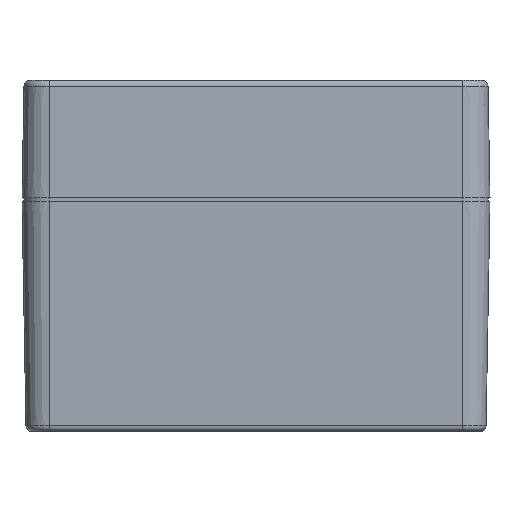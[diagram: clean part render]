
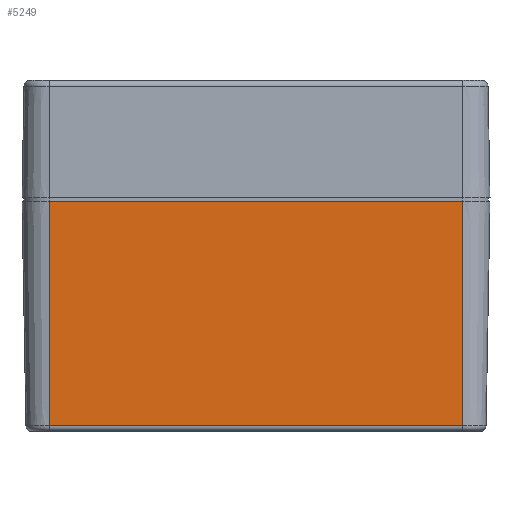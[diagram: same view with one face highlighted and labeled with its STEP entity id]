
A CAD part, left-side view. The second image highlights one B-rep face of the part: STEP entity #5249.
In plain terms, the highlighted planar face has unit normal (-1, 0, -0.018).
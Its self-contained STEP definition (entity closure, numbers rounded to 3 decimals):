
#4745 = VERTEX_POINT ( 'NONE', #14997 ) ;
#4750 = EDGE_CURVE ( 'NONE', #4752, #4745, #14989, .T. ) ;
#4752 = VERTEX_POINT ( 'NONE', #14985 ) ;
#4920 = VERTEX_POINT ( 'NONE', #15290 ) ;
#4969 = VERTEX_POINT ( 'NONE', #15353 ) ;
#4973 = EDGE_CURVE ( 'NONE', #4920, #4969, #15352, .T. ) ;
#4982 = EDGE_CURVE ( 'NONE', #4745, #4920, #15407, .T. ) ;
#5181 = ORIENTED_EDGE ( 'NONE', *, *, #4750, .T. ) ;
#5249 = ADVANCED_FACE ( 'NONE', ( #15810 ), #15808, .T. ) ;
#5251 = EDGE_LOOP ( 'NONE', ( #5253, #5255, #5258, #5181 ) ) ;
#5253 = ORIENTED_EDGE ( 'NONE', *, *, #4982, .T. ) ;
#5255 = ORIENTED_EDGE ( 'NONE', *, *, #4973, .T. ) ;
#5258 = ORIENTED_EDGE ( 'NONE', *, *, #5260, .F. ) ;
#5260 = EDGE_CURVE ( 'NONE', #4752, #4969, #15793, .T. ) ;
#14985 = CARTESIAN_POINT ( 'NONE',  ( 875.08, -1118.469, 13.237 ) ) ;
#14986 = DIRECTION ( 'NONE',  ( -0.017, 0., 1. ) ) ;
#14987 = VECTOR ( 'NONE', #14986, 1000. ) ;
#14988 = CARTESIAN_POINT ( 'NONE',  ( 874.076, -1118.469, 70.763 ) ) ;
#14989 = LINE ( 'NONE', #14988, #14987 ) ;
#14997 = CARTESIAN_POINT ( 'NONE',  ( 874.076, -1118.469, 70.763 ) ) ;
#15290 = CARTESIAN_POINT ( 'NONE',  ( 874.076, -1012.469, 70.763 ) ) ;
#15349 = DIRECTION ( 'NONE',  ( 0.017, 0., -1. ) ) ;
#15350 = VECTOR ( 'NONE', #15349, 1000. ) ;
#15351 = CARTESIAN_POINT ( 'NONE',  ( 874.076, -1012.469, 70.763 ) ) ;
#15352 = LINE ( 'NONE', #15351, #15350 ) ;
#15353 = CARTESIAN_POINT ( 'NONE',  ( 875.08, -1012.469, 13.237 ) ) ;
#15403 = DIRECTION ( 'NONE',  ( 0., 1., 0. ) ) ;
#15404 = VECTOR ( 'NONE', #15403, 1000. ) ;
#15405 = CARTESIAN_POINT ( 'NONE',  ( 874.076, -1065.469, 70.763 ) ) ;
#15407 = LINE ( 'NONE', #15405, #15404 ) ;
#15790 = DIRECTION ( 'NONE',  ( 0., 1., 0. ) ) ;
#15791 = VECTOR ( 'NONE', #15790, 1000. ) ;
#15792 = CARTESIAN_POINT ( 'NONE',  ( 875.08, -1065.469, 13.237 ) ) ;
#15793 = LINE ( 'NONE', #15792, #15791 ) ;
#15804 = DIRECTION ( 'NONE',  ( -0.017, 0., 1. ) ) ;
#15805 = DIRECTION ( 'NONE',  ( -1., 0., -0.017 ) ) ;
#15806 = CARTESIAN_POINT ( 'NONE',  ( 874.076, -1065.469, 70.763 ) ) ;
#15807 = AXIS2_PLACEMENT_3D ( 'NONE', #15806, #15805, #15804 ) ;
#15808 = PLANE ( 'NONE',  #15807 ) ;
#15810 = FACE_OUTER_BOUND ( 'NONE', #5251, .T. ) ;
